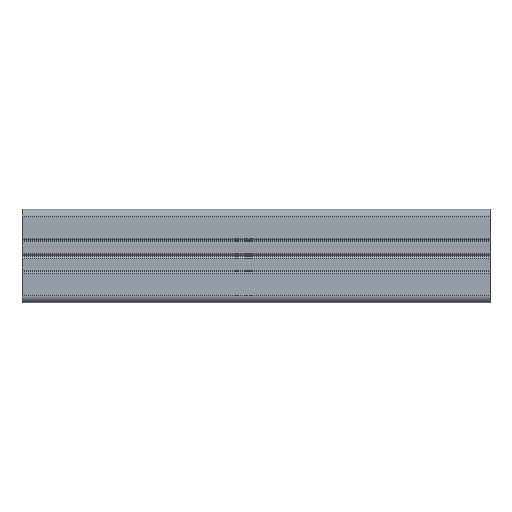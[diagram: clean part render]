
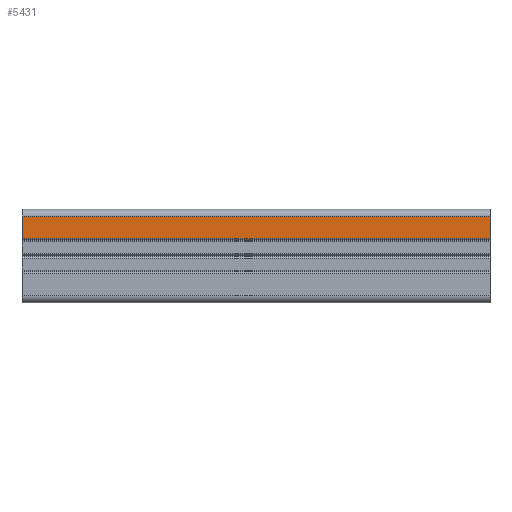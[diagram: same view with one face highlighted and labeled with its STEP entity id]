
A CAD part, top view. The second image highlights one B-rep face of the part: STEP entity #5431.
In plain terms, the highlighted planar face has unit normal (0, 0, 1).
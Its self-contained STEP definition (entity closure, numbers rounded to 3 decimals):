
#2 = VECTOR ( 'NONE', #2463, 1000. ) ;
#96 = ORIENTED_EDGE ( 'NONE', *, *, #4817, .T. ) ;
#147 = EDGE_CURVE ( 'NONE', #1908, #2749, #752, .T. ) ;
#474 = CARTESIAN_POINT ( 'NONE',  ( 59.184, 58.548, 10. ) ) ;
#752 = LINE ( 'NONE', #4849, #2 ) ;
#979 = DIRECTION ( 'NONE',  ( -1., 0., 0. ) ) ;
#1253 = VECTOR ( 'NONE', #3183, 1000. ) ;
#1294 = EDGE_CURVE ( 'NONE', #3836, #3350, #2480, .T. ) ;
#1908 = VERTEX_POINT ( 'NONE', #5056 ) ;
#2353 = FACE_OUTER_BOUND ( 'NONE', #4243, .T. ) ;
#2462 = CARTESIAN_POINT ( 'NONE',  ( 59.184, 63.398, 10. ) ) ;
#2463 = DIRECTION ( 'NONE',  ( -1., 0., 0. ) ) ;
#2480 = LINE ( 'NONE', #474, #5966 ) ;
#2535 = LINE ( 'NONE', #4634, #1253 ) ;
#2749 = VERTEX_POINT ( 'NONE', #2975 ) ;
#2885 = DIRECTION ( 'NONE',  ( 0., -1., 0. ) ) ;
#2975 = CARTESIAN_POINT ( 'NONE',  ( -40.816, 63.398, 10. ) ) ;
#2976 = DIRECTION ( 'NONE',  ( -1., 0., 0. ) ) ;
#3042 = EDGE_CURVE ( 'NONE', #1908, #3836, #2535, .T. ) ;
#3183 = DIRECTION ( 'NONE',  ( 0., -1., 0. ) ) ;
#3279 = LINE ( 'NONE', #4308, #5557 ) ;
#3350 = VERTEX_POINT ( 'NONE', #3990 ) ;
#3550 = AXIS2_PLACEMENT_3D ( 'NONE', #2462, #5358, #2976 ) ;
#3836 = VERTEX_POINT ( 'NONE', #6256 ) ;
#3990 = CARTESIAN_POINT ( 'NONE',  ( -40.816, 58.548, 10. ) ) ;
#4243 = EDGE_LOOP ( 'NONE', ( #96, #5106, #5415, #6074 ) ) ;
#4308 = CARTESIAN_POINT ( 'NONE',  ( -40.816, 63.398, 10. ) ) ;
#4634 = CARTESIAN_POINT ( 'NONE',  ( 59.184, 63.398, 10. ) ) ;
#4817 = EDGE_CURVE ( 'NONE', #2749, #3350, #3279, .T. ) ;
#4849 = CARTESIAN_POINT ( 'NONE',  ( 59.184, 63.398, 10. ) ) ;
#5056 = CARTESIAN_POINT ( 'NONE',  ( 59.184, 63.398, 10. ) ) ;
#5106 = ORIENTED_EDGE ( 'NONE', *, *, #1294, .F. ) ;
#5358 = DIRECTION ( 'NONE',  ( 0., 0., -1. ) ) ;
#5415 = ORIENTED_EDGE ( 'NONE', *, *, #3042, .F. ) ;
#5431 = ADVANCED_FACE ( 'NONE', ( #2353 ), #5868, .F. ) ;
#5557 = VECTOR ( 'NONE', #2885, 1000. ) ;
#5868 = PLANE ( 'NONE',  #3550 ) ;
#5966 = VECTOR ( 'NONE', #979, 1000. ) ;
#6074 = ORIENTED_EDGE ( 'NONE', *, *, #147, .T. ) ;
#6256 = CARTESIAN_POINT ( 'NONE',  ( 59.184, 58.548, 10. ) ) ;
